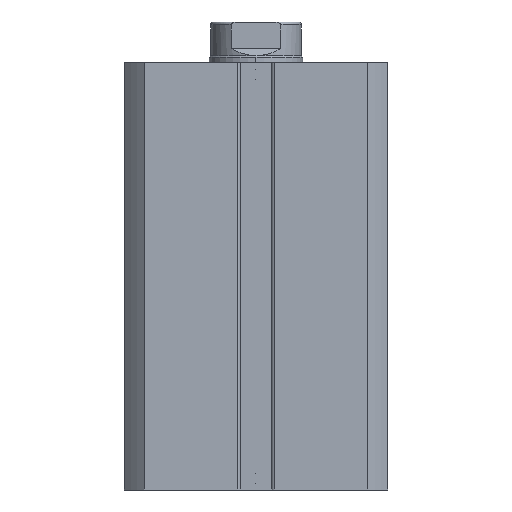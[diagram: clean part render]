
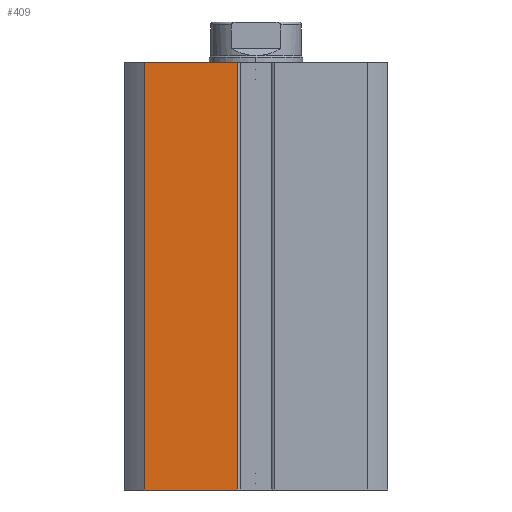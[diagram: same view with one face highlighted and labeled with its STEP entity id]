
A CAD part, front view. The second image highlights one B-rep face of the part: STEP entity #409.
In plain terms, the highlighted planar face has unit normal (0, -1, 0).
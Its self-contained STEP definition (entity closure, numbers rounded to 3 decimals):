
#409 = ADVANCED_FACE ( 'NONE', ( #2502 ), #1370, .F. ) ;
#1095 = EDGE_CURVE ( 'NONE', #6700, #6698, #3483, .T. ) ;
#1166 = EDGE_CURVE ( 'NONE', #6810, #6809, #3588, .T. ) ;
#1196 = EDGE_CURVE ( 'NONE', #6809, #6698, #3643, .T. ) ;
#1200 = EDGE_CURVE ( 'NONE', #6810, #6700, #3656, .T. ) ;
#1358 = DIRECTION ( 'NONE',  ( 0., 0., 1. ) ) ;
#1359 = DIRECTION ( 'NONE',  ( 0., 1., 0. ) ) ;
#1366 = CARTESIAN_POINT ( 'NONE',  ( -22.5, -22.5, 73. ) ) ;
#1370 = PLANE ( 'NONE',  #2825 ) ;
#2046 = EDGE_LOOP ( 'NONE', ( #5831, #5824, #5836, #5818 ) ) ;
#2502 = FACE_OUTER_BOUND ( 'NONE', #2046, .T. ) ;
#2825 = AXIS2_PLACEMENT_3D ( 'NONE', #1366, #1359, #1358 ) ;
#3483 = LINE ( 'NONE', #4071, #3484 ) ;
#3484 = VECTOR ( 'NONE', #4072, 1000. ) ;
#3588 = LINE ( 'NONE', #4241, #3592 ) ;
#3592 = VECTOR ( 'NONE', #4242, 1000. ) ;
#3639 = VECTOR ( 'NONE', #4314, 1000. ) ;
#3643 = LINE ( 'NONE', #4313, #3639 ) ;
#3656 = LINE ( 'NONE', #4321, #3657 ) ;
#3657 = VECTOR ( 'NONE', #4322, 1000. ) ;
#4071 = CARTESIAN_POINT ( 'NONE',  ( -22.5, -22.5, 73. ) ) ;
#4072 = DIRECTION ( 'NONE',  ( 1., 0., 0. ) ) ;
#4241 = CARTESIAN_POINT ( 'NONE',  ( -22.5, -22.5, 0. ) ) ;
#4242 = DIRECTION ( 'NONE',  ( 1., 0., 0. ) ) ;
#4313 = CARTESIAN_POINT ( 'NONE',  ( -3.2, -22.5, 73. ) ) ;
#4314 = DIRECTION ( 'NONE',  ( 0., 0., 1. ) ) ;
#4321 = CARTESIAN_POINT ( 'NONE',  ( -19.079, -22.5, 0. ) ) ;
#4322 = DIRECTION ( 'NONE',  ( 0., 0., 1. ) ) ;
#4675 = CARTESIAN_POINT ( 'NONE',  ( -3.2, -22.5, 73. ) ) ;
#4676 = CARTESIAN_POINT ( 'NONE',  ( -19.079, -22.5, 73. ) ) ;
#4783 = CARTESIAN_POINT ( 'NONE',  ( -3.2, -22.5, 0. ) ) ;
#4784 = CARTESIAN_POINT ( 'NONE',  ( -19.079, -22.5, 0. ) ) ;
#5818 = ORIENTED_EDGE ( 'NONE', *, *, #1095, .F. ) ;
#5824 = ORIENTED_EDGE ( 'NONE', *, *, #1166, .T. ) ;
#5831 = ORIENTED_EDGE ( 'NONE', *, *, #1200, .F. ) ;
#5836 = ORIENTED_EDGE ( 'NONE', *, *, #1196, .T. ) ;
#6698 = VERTEX_POINT ( 'NONE', #4675 ) ;
#6700 = VERTEX_POINT ( 'NONE', #4676 ) ;
#6809 = VERTEX_POINT ( 'NONE', #4783 ) ;
#6810 = VERTEX_POINT ( 'NONE', #4784 ) ;
